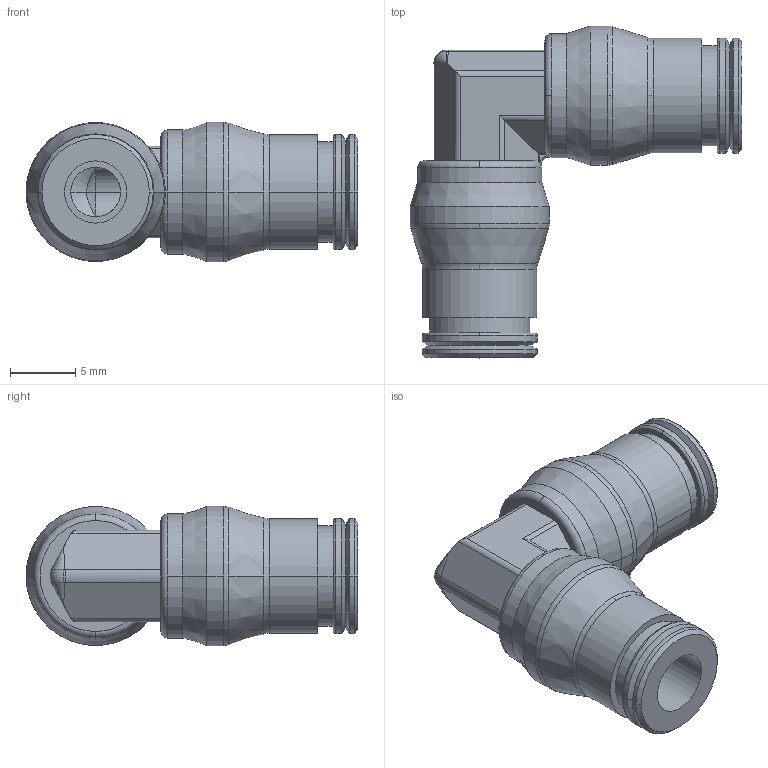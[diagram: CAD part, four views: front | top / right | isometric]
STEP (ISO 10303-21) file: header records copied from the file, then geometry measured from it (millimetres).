
FILE_DESCRIPTION(('STEP AP214'),'1');
FILE_NAME('3802_55_00.stp','2016-07-07T14:26:39',('TraceParts'),('TraceParts S.A.'),'Spatial InterOp 3D',' ',' ');
FILE_SCHEMA(('automotive_design'));
Length unit declared in the file: millimetre
Products named in the file (1): 1
Bounding box: 25.41 x 25.41 x 10.66 mm (x, y, z)
Volume: 1812.7 mm3; surface area: 1890.9 mm2
Topology: 1 solids, 1 shells, 124 faces, 312 edges, 192 vertices
Faces by surface type: cylinder 52, cone 28, torus 22, plane 22
Entity records: 3987 total; most frequent: CARTESIAN_POINT 959, DIRECTION 680, ORIENTED_EDGE 616, EDGE_CURVE 308, AXIS2_PLACEMENT_3D 287, VERTEX_POINT 192, CIRCLE 154, EDGE_LOOP 132
